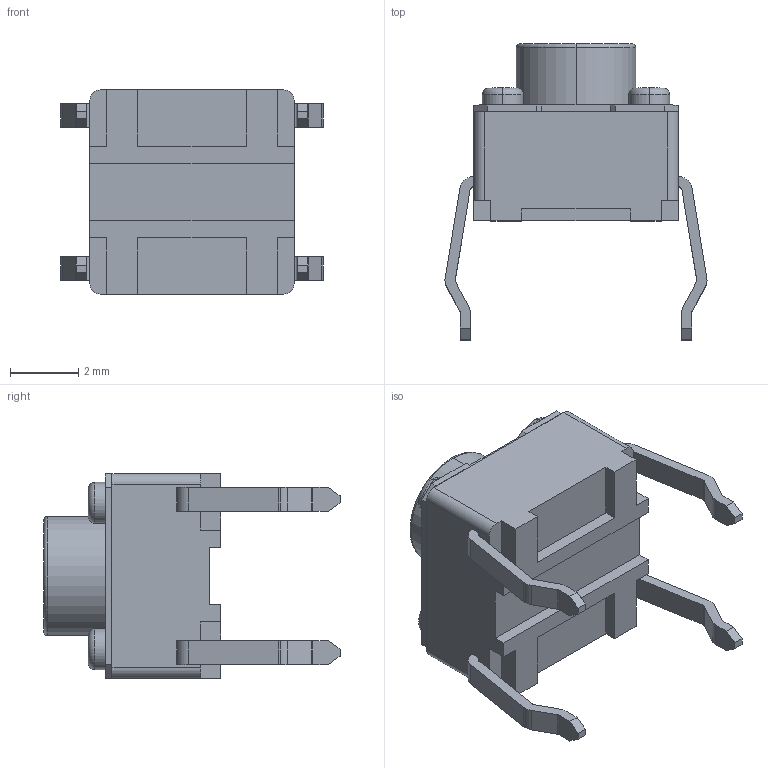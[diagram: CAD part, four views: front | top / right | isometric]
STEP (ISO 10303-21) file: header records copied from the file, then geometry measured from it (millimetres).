
FILE_DESCRIPTION (( 'STEP AP214' ), '1' );
FILE_NAME ('B3F-1022.STEP', '2020-12-18T16:38:43', ( '' ), ( '' ), 'SwSTEP 2.0', 'SolidWorks 2017', '' );
FILE_SCHEMA (( 'AUTOMOTIVE_DESIGN' ));
Length unit declared in the file: millimetre
Products named in the file (1): B3F-1022
Bounding box: 7.7 x 8.7 x 6 mm (x, y, z)
Volume: 136.3 mm3; surface area: 294.4 mm2
Topology: 7 solids, 7 shells, 172 faces, 452 edges, 298 vertices
Faces by surface type: plane 110, cylinder 52, torus 10
Entity records: 5408 total; most frequent: CARTESIAN_POINT 923, DIRECTION 922, ORIENTED_EDGE 904, EDGE_CURVE 452, LINE 328, VECTOR 328, VERTEX_POINT 298, AXIS2_PLACEMENT_3D 297
